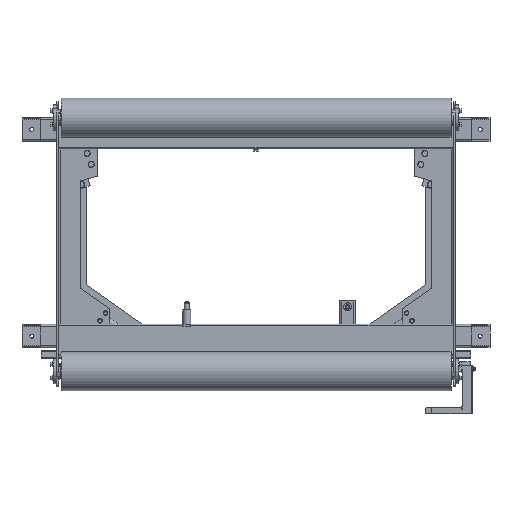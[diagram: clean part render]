
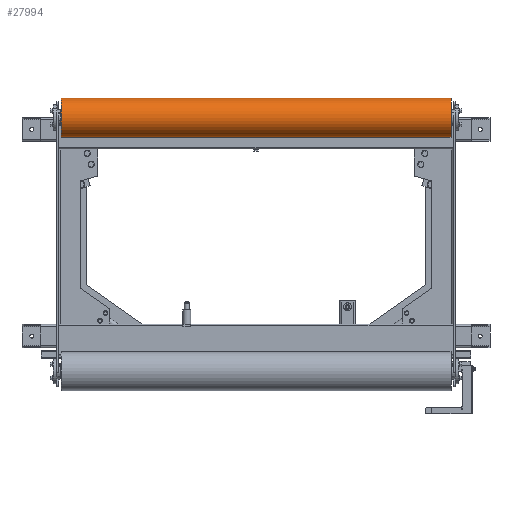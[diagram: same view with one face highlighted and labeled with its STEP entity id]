
A CAD part, top view. The second image highlights one B-rep face of the part: STEP entity #27994.
In plain terms, the highlighted cylindrical face has radius 50 mm (diameter 100 mm), a partial arc.
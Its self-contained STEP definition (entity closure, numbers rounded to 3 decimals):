
#27914=CARTESIAN_POINT('',(700.,38.0,0.0));
#27915=VERTEX_POINT('',#27914);
#27916=CARTESIAN_POINT('',(-300.0,38.,0.0));
#27917=VERTEX_POINT('',#27916);
#27918=CARTESIAN_POINT('',(700.,38.0,0.0));
#27919=DIRECTION('',(-1.0,0.0,0.0));
#27920=VECTOR('',#27919,1000.);
#27921=LINE('',#27918,#27920);
#27922=EDGE_CURVE('',#27915,#27917,#27921,.T.);
#27924=CARTESIAN_POINT('',(700.,-62.,0.));
#27925=VERTEX_POINT('',#27924);
#27933=CARTESIAN_POINT('',(-300.0,-62.,0.));
#27934=VERTEX_POINT('',#27933);
#27935=CARTESIAN_POINT('',(700.,-62.,0.));
#27936=DIRECTION('',(-1.0,0.0,0.0));
#27937=VECTOR('',#27936,1000.);
#27938=LINE('',#27935,#27937);
#27939=EDGE_CURVE('',#27925,#27934,#27938,.T.);
#27956=CARTESIAN_POINT('',(-300.0,-12.,0.0));
#27957=DIRECTION('',(1.0,0.0,0.0));
#27958=DIRECTION('',(0.0,1.0,0.0));
#27959=AXIS2_PLACEMENT_3D('',#27956,#27957,#27958);
#27960=CIRCLE('',#27959,50.);
#27961=EDGE_CURVE('',#27917,#27934,#27960,.T.);
#27977=CARTESIAN_POINT('',(200.,-12.,0.0));
#27978=DIRECTION('',(1.0,0.0,0.0));
#27979=DIRECTION('',(0.0,1.0,0.0));
#27980=AXIS2_PLACEMENT_3D('',#27977,#27978,#27979);
#27981=CYLINDRICAL_SURFACE('',#27980,50.);
#27982=ORIENTED_EDGE('',*,*,#27922,.T.);
#27983=ORIENTED_EDGE('',*,*,#27961,.T.);
#27984=ORIENTED_EDGE('',*,*,#27939,.F.);
#27985=CARTESIAN_POINT('',(700.,-12.,0.0));
#27986=DIRECTION('',(1.0,0.0,0.0));
#27987=DIRECTION('',(0.0,1.0,0.0));
#27988=AXIS2_PLACEMENT_3D('',#27985,#27986,#27987);
#27989=CIRCLE('',#27988,50.);
#27990=EDGE_CURVE('',#27915,#27925,#27989,.T.);
#27991=ORIENTED_EDGE('',*,*,#27990,.F.);
#27992=EDGE_LOOP('',(#27982,#27983,#27984,#27991));
#27993=FACE_OUTER_BOUND('',#27992,.T.);
#27994=ADVANCED_FACE('',(#27993),#27981,.T.);
